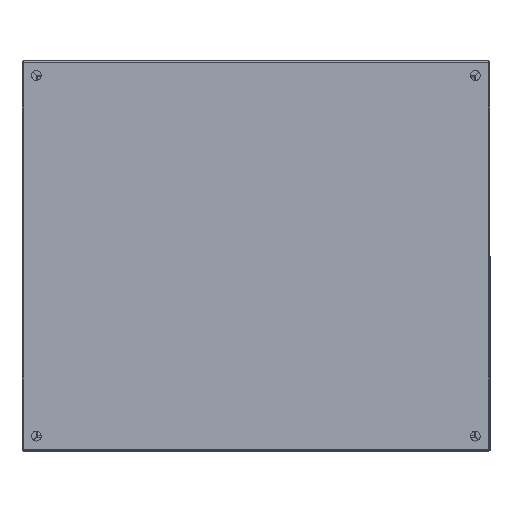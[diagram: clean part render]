
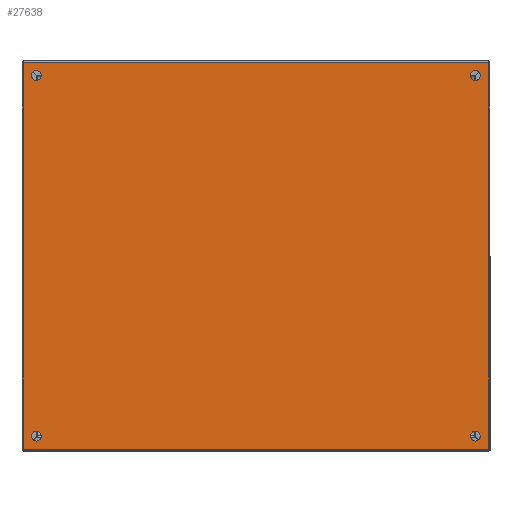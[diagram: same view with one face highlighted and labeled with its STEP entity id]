
A CAD part, top view. The second image highlights one B-rep face of the part: STEP entity #27638.
In plain terms, the highlighted face is planar.
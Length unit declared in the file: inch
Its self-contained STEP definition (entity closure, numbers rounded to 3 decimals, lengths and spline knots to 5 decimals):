
#490 = VERTEX_POINT ( 'NONE', #13794 ) ;
#574 = ORIENTED_EDGE ( 'NONE', *, *, #2119, .T. ) ;
#660 = CARTESIAN_POINT ( 'NONE',  ( 0., 0.057, 9.943 ) ) ;
#1108 = DIRECTION ( 'NONE',  ( 0., -1., 0. ) ) ;
#1655 = AXIS2_PLACEMENT_3D ( 'NONE', #23896, #13770, #9051 ) ;
#1710 = CIRCLE ( 'NONE', #1655, 0.25 ) ;
#1882 = VERTEX_POINT ( 'NONE', #7815 ) ;
#2119 = EDGE_CURVE ( 'NONE', #61775, #20260, #11983, .T. ) ;
#2137 = CARTESIAN_POINT ( 'NONE',  ( 0., 23.265, -9.25 ) ) ;
#2402 = CARTESIAN_POINT ( 'NONE',  ( 0., 23.265, 9.25 ) ) ;
#3009 = DIRECTION ( 'NONE',  ( 1., 0., 0. ) ) ;
#5641 = EDGE_CURVE ( 'NONE', #20260, #61775, #43358, .T. ) ;
#5699 = ORIENTED_EDGE ( 'NONE', *, *, #49400, .F. ) ;
#6250 = VERTEX_POINT ( 'NONE', #10967 ) ;
#6652 = VECTOR ( 'NONE', #43761, 39.37008 ) ;
#7138 = EDGE_LOOP ( 'NONE', ( #46737, #25837 ) ) ;
#7489 = CARTESIAN_POINT ( 'NONE',  ( 0., 23.943, -9.943 ) ) ;
#7815 = CARTESIAN_POINT ( 'NONE',  ( 0., 23.015, -9.25 ) ) ;
#8193 = DIRECTION ( 'NONE',  ( 0., -1., 0. ) ) ;
#8300 = VERTEX_POINT ( 'NONE', #45714 ) ;
#9051 = DIRECTION ( 'NONE',  ( 0., -1., 0. ) ) ;
#9675 = CARTESIAN_POINT ( 'NONE',  ( 0., 1.001, 9.25 ) ) ;
#10301 = AXIS2_PLACEMENT_3D ( 'NONE', #17092, #36437, #55769 ) ;
#10967 = CARTESIAN_POINT ( 'NONE',  ( 0., 23.515, -9.25 ) ) ;
#11262 = VERTEX_POINT ( 'NONE', #36809 ) ;
#11290 = PLANE ( 'NONE',  #47400 ) ;
#11459 = EDGE_LOOP ( 'NONE', ( #43742, #48789 ) ) ;
#11522 = EDGE_CURVE ( 'NONE', #33113, #36838, #59563, .T. ) ;
#11919 = FACE_BOUND ( 'NONE', #7138, .T. ) ;
#11929 = EDGE_CURVE ( 'NONE', #8300, #16123, #1710, .T. ) ;
#11983 = CIRCLE ( 'NONE', #30174, 0.25 ) ;
#12839 = DIRECTION ( 'NONE',  ( 0., -1., 0. ) ) ;
#13770 = DIRECTION ( 'NONE',  ( 1., 0., 0. ) ) ;
#13794 = CARTESIAN_POINT ( 'NONE',  ( 0., 23.943, -9.914 ) ) ;
#14208 = EDGE_CURVE ( 'NONE', #16123, #8300, #18966, .T. ) ;
#16123 = VERTEX_POINT ( 'NONE', #9675 ) ;
#16139 = LINE ( 'NONE', #59849, #17333 ) ;
#17050 = DIRECTION ( 'NONE',  ( 0., 1., 0. ) ) ;
#17092 = CARTESIAN_POINT ( 'NONE',  ( 0., 23.265, -9.25 ) ) ;
#17297 = EDGE_CURVE ( 'NONE', #53043, #490, #51165, .T. ) ;
#17333 = VECTOR ( 'NONE', #17050, 39.37008 ) ;
#17839 = CARTESIAN_POINT ( 'NONE',  ( 0., 0.057, -9.914 ) ) ;
#18488 = DIRECTION ( 'NONE',  ( 0., -1., 0. ) ) ;
#18792 = EDGE_LOOP ( 'NONE', ( #45603, #574 ) ) ;
#18966 = CIRCLE ( 'NONE', #62556, 0.25 ) ;
#20260 = VERTEX_POINT ( 'NONE', #22669 ) ;
#20673 = CARTESIAN_POINT ( 'NONE',  ( 0., 23.265, 9.25 ) ) ;
#21045 = CIRCLE ( 'NONE', #44368, 0.25 ) ;
#21092 = EDGE_LOOP ( 'NONE', ( #45598, #55384 ) ) ;
#22182 = CARTESIAN_POINT ( 'NONE',  ( 0., 23.943, 9.914 ) ) ;
#22371 = ORIENTED_EDGE ( 'NONE', *, *, #43706, .F. ) ;
#22623 = DIRECTION ( 'NONE',  ( 0., -1., 0. ) ) ;
#22669 = CARTESIAN_POINT ( 'NONE',  ( 0., 0.501, -9.25 ) ) ;
#23896 = CARTESIAN_POINT ( 'NONE',  ( 0., 0.751, 9.25 ) ) ;
#25348 = CARTESIAN_POINT ( 'NONE',  ( 0., 1.001, -9.25 ) ) ;
#25835 = FACE_OUTER_BOUND ( 'NONE', #29648, .T. ) ;
#25837 = ORIENTED_EDGE ( 'NONE', *, *, #14208, .T. ) ;
#26139 = CARTESIAN_POINT ( 'NONE',  ( 0., 0.057, 9.943 ) ) ;
#27638 = ADVANCED_FACE ( 'NONE', ( #25835, #55009, #45163, #11919, #50221 ), #11290, .F. ) ;
#28423 = AXIS2_PLACEMENT_3D ( 'NONE', #20673, #54913, #1108 ) ;
#28928 = CARTESIAN_POINT ( 'NONE',  ( 0., 0.057, 9.914 ) ) ;
#29648 = EDGE_LOOP ( 'NONE', ( #22371, #38931, #5699, #59136 ) ) ;
#30174 = AXIS2_PLACEMENT_3D ( 'NONE', #41240, #3009, #60928 ) ;
#30565 = CIRCLE ( 'NONE', #10301, 0.25 ) ;
#31635 = CARTESIAN_POINT ( 'NONE',  ( 0., 23.015, 9.25 ) ) ;
#33113 = VERTEX_POINT ( 'NONE', #17839 ) ;
#33746 = DIRECTION ( 'NONE',  ( 0., 0., -1. ) ) ;
#34879 = EDGE_CURVE ( 'NONE', #62183, #11262, #43144, .T. ) ;
#36437 = DIRECTION ( 'NONE',  ( 1., 0., 0. ) ) ;
#36809 = CARTESIAN_POINT ( 'NONE',  ( 0., 23.515, 9.25 ) ) ;
#36838 = VERTEX_POINT ( 'NONE', #44232 ) ;
#37627 = CARTESIAN_POINT ( 'NONE',  ( 0., 0.751, -9.25 ) ) ;
#38931 = ORIENTED_EDGE ( 'NONE', *, *, #17297, .T. ) ;
#39056 = AXIS2_PLACEMENT_3D ( 'NONE', #2402, #50795, #51428 ) ;
#39450 = EDGE_CURVE ( 'NONE', #6250, #1882, #21045, .T. ) ;
#40291 = AXIS2_PLACEMENT_3D ( 'NONE', #37627, #61068, #8193 ) ;
#41240 = CARTESIAN_POINT ( 'NONE',  ( 0., 0.751, -9.25 ) ) ;
#43144 = CIRCLE ( 'NONE', #39056, 0.25 ) ;
#43358 = CIRCLE ( 'NONE', #40291, 0.25 ) ;
#43706 = EDGE_CURVE ( 'NONE', #53043, #36838, #48227, .T. ) ;
#43742 = ORIENTED_EDGE ( 'NONE', *, *, #34879, .T. ) ;
#43761 = DIRECTION ( 'NONE',  ( 0., 0., 1. ) ) ;
#44232 = CARTESIAN_POINT ( 'NONE',  ( 0., 0.057, 9.914 ) ) ;
#44368 = AXIS2_PLACEMENT_3D ( 'NONE', #2137, #61008, #22623 ) ;
#45163 = FACE_BOUND ( 'NONE', #21092, .T. ) ;
#45598 = ORIENTED_EDGE ( 'NONE', *, *, #61830, .T. ) ;
#45603 = ORIENTED_EDGE ( 'NONE', *, *, #5641, .T. ) ;
#45714 = CARTESIAN_POINT ( 'NONE',  ( 0., 0.501, 9.25 ) ) ;
#46600 = CIRCLE ( 'NONE', #28423, 0.25 ) ;
#46731 = DIRECTION ( 'NONE',  ( 1., 0., 0. ) ) ;
#46737 = ORIENTED_EDGE ( 'NONE', *, *, #11929, .T. ) ;
#47400 = AXIS2_PLACEMENT_3D ( 'NONE', #26139, #51174, #18488 ) ;
#48227 = LINE ( 'NONE', #28928, #58260 ) ;
#48789 = ORIENTED_EDGE ( 'NONE', *, *, #57328, .T. ) ;
#49400 = EDGE_CURVE ( 'NONE', #33113, #490, #16139, .T. ) ;
#50221 = FACE_BOUND ( 'NONE', #11459, .T. ) ;
#50795 = DIRECTION ( 'NONE',  ( 1., 0., 0. ) ) ;
#51165 = LINE ( 'NONE', #7489, #54920 ) ;
#51174 = DIRECTION ( 'NONE',  ( 1., 0., 0. ) ) ;
#51428 = DIRECTION ( 'NONE',  ( 0., -1., 0. ) ) ;
#53043 = VERTEX_POINT ( 'NONE', #22182 ) ;
#54913 = DIRECTION ( 'NONE',  ( 1., 0., 0. ) ) ;
#54920 = VECTOR ( 'NONE', #33746, 39.37008 ) ;
#55009 = FACE_BOUND ( 'NONE', #18792, .T. ) ;
#55384 = ORIENTED_EDGE ( 'NONE', *, *, #39450, .T. ) ;
#55769 = DIRECTION ( 'NONE',  ( 0., -1., 0. ) ) ;
#57328 = EDGE_CURVE ( 'NONE', #11262, #62183, #46600, .T. ) ;
#58260 = VECTOR ( 'NONE', #58385, 39.37008 ) ;
#58385 = DIRECTION ( 'NONE',  ( 0., -1., 0. ) ) ;
#59136 = ORIENTED_EDGE ( 'NONE', *, *, #11522, .T. ) ;
#59563 = LINE ( 'NONE', #660, #6652 ) ;
#59849 = CARTESIAN_POINT ( 'NONE',  ( 0., 23.943, -9.914 ) ) ;
#60928 = DIRECTION ( 'NONE',  ( 0., -1., 0. ) ) ;
#61008 = DIRECTION ( 'NONE',  ( 1., 0., 0. ) ) ;
#61068 = DIRECTION ( 'NONE',  ( 1., 0., 0. ) ) ;
#61775 = VERTEX_POINT ( 'NONE', #25348 ) ;
#61830 = EDGE_CURVE ( 'NONE', #1882, #6250, #30565, .T. ) ;
#61976 = CARTESIAN_POINT ( 'NONE',  ( 0., 0.751, 9.25 ) ) ;
#62183 = VERTEX_POINT ( 'NONE', #31635 ) ;
#62556 = AXIS2_PLACEMENT_3D ( 'NONE', #61976, #46731, #12839 ) ;
